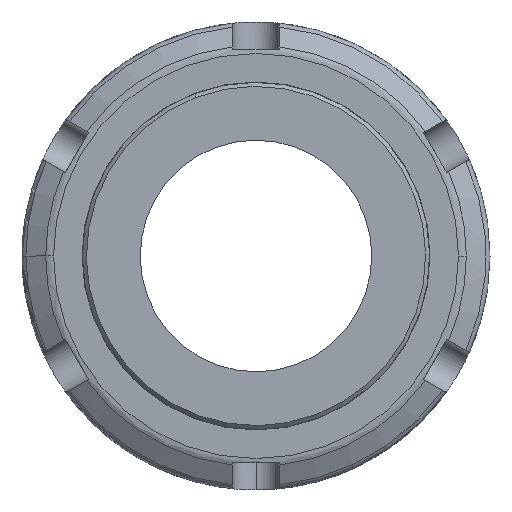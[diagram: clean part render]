
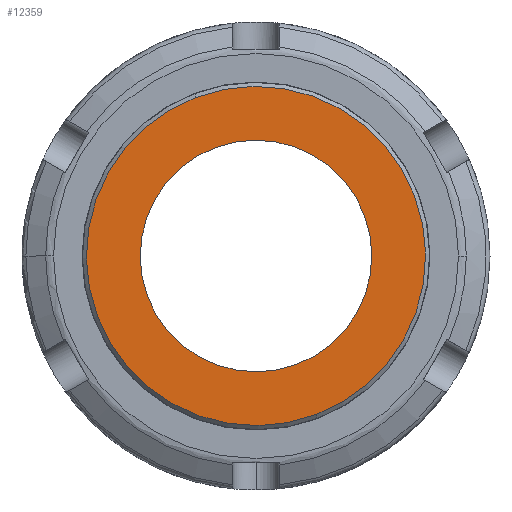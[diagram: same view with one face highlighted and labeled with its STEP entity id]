
A CAD part, left-side view. The second image highlights one B-rep face of the part: STEP entity #12359.
In plain terms, the highlighted planar face has unit normal (-1, 0, 0).
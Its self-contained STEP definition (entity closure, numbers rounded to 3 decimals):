
#1027 = DIRECTION ( 'NONE',  ( 1., 0., 0. ) ) ;
#1029 = DIRECTION ( 'NONE',  ( 0., 1., 0. ) ) ;
#1032 = CARTESIAN_POINT ( 'NONE',  ( -10.53, -8.167, 0. ) ) ;
#1042 = PLANE ( 'NONE',  #6451 ) ;
#4755 = CARTESIAN_POINT ( 'NONE',  ( -10.53, 14.85, 0. ) ) ;
#4772 = CARTESIAN_POINT ( 'NONE',  ( -10.53, -14.85, 0. ) ) ;
#4775 = CARTESIAN_POINT ( 'NONE',  ( -10.53, -21.747, 0. ) ) ;
#4779 = CARTESIAN_POINT ( 'NONE',  ( -10.53, 21.747, 0. ) ) ;
#4854 = VERTEX_POINT ( 'NONE', #4775 ) ;
#4856 = VERTEX_POINT ( 'NONE', #4779 ) ;
#4905 = VERTEX_POINT ( 'NONE', #4772 ) ;
#4907 = VERTEX_POINT ( 'NONE', #4755 ) ;
#5616 = EDGE_CURVE ( 'NONE', #4854, #4856, #10011, .T. ) ;
#5661 = EDGE_CURVE ( 'NONE', #4856, #4854, #10083, .T. ) ;
#5663 = EDGE_CURVE ( 'NONE', #4907, #4905, #10082, .T. ) ;
#5705 = EDGE_CURVE ( 'NONE', #4905, #4907, #10094, .T. ) ;
#5834 = DIRECTION ( 'NONE',  ( 0., 1., 0. ) ) ;
#5849 = CARTESIAN_POINT ( 'NONE',  ( -10.53, 0., 0. ) ) ;
#5856 = DIRECTION ( 'NONE',  ( -1., 0., 0. ) ) ;
#6451 = AXIS2_PLACEMENT_3D ( 'NONE', #1032, #1027, #1029 ) ;
#8240 = EDGE_LOOP ( 'NONE', ( #8411, #8479 ) ) ;
#8295 = EDGE_LOOP ( 'NONE', ( #8361, #8468 ) ) ;
#8361 = ORIENTED_EDGE ( 'NONE', *, *, #5705, .F. ) ;
#8411 = ORIENTED_EDGE ( 'NONE', *, *, #5661, .T. ) ;
#8468 = ORIENTED_EDGE ( 'NONE', *, *, #5663, .F. ) ;
#8479 = ORIENTED_EDGE ( 'NONE', *, *, #5616, .T. ) ;
#8951 = FACE_BOUND ( 'NONE', #8295, .T. ) ;
#8952 = FACE_OUTER_BOUND ( 'NONE', #8240, .T. ) ;
#9258 = DIRECTION ( 'NONE',  ( 0., -1., 0. ) ) ;
#9262 = CARTESIAN_POINT ( 'NONE',  ( -10.53, 0., 0. ) ) ;
#9267 = DIRECTION ( 'NONE',  ( -1., 0., 0. ) ) ;
#9571 = CARTESIAN_POINT ( 'NONE',  ( -10.53, 0., 0. ) ) ;
#9575 = DIRECTION ( 'NONE',  ( 0., -1., 0. ) ) ;
#9576 = DIRECTION ( 'NONE',  ( -1., 0., 0. ) ) ;
#9586 = DIRECTION ( 'NONE',  ( -1., 0., 0. ) ) ;
#9587 = CARTESIAN_POINT ( 'NONE',  ( -10.53, 0., 0. ) ) ;
#9596 = DIRECTION ( 'NONE',  ( 0., 1., 0. ) ) ;
#10011 = CIRCLE ( 'NONE', #12018, 21.747 ) ;
#10082 = CIRCLE ( 'NONE', #12048, 14.85 ) ;
#10083 = CIRCLE ( 'NONE', #12094, 21.747 ) ;
#10094 = CIRCLE ( 'NONE', #12085, 14.85 ) ;
#12018 = AXIS2_PLACEMENT_3D ( 'NONE', #5849, #5856, #5834 ) ;
#12048 = AXIS2_PLACEMENT_3D ( 'NONE', #9571, #9586, #9575 ) ;
#12085 = AXIS2_PLACEMENT_3D ( 'NONE', #9262, #9267, #9258 ) ;
#12094 = AXIS2_PLACEMENT_3D ( 'NONE', #9587, #9576, #9596 ) ;
#12359 = ADVANCED_FACE ( 'NONE', ( #8952, #8951 ), #1042, .F. ) ;
